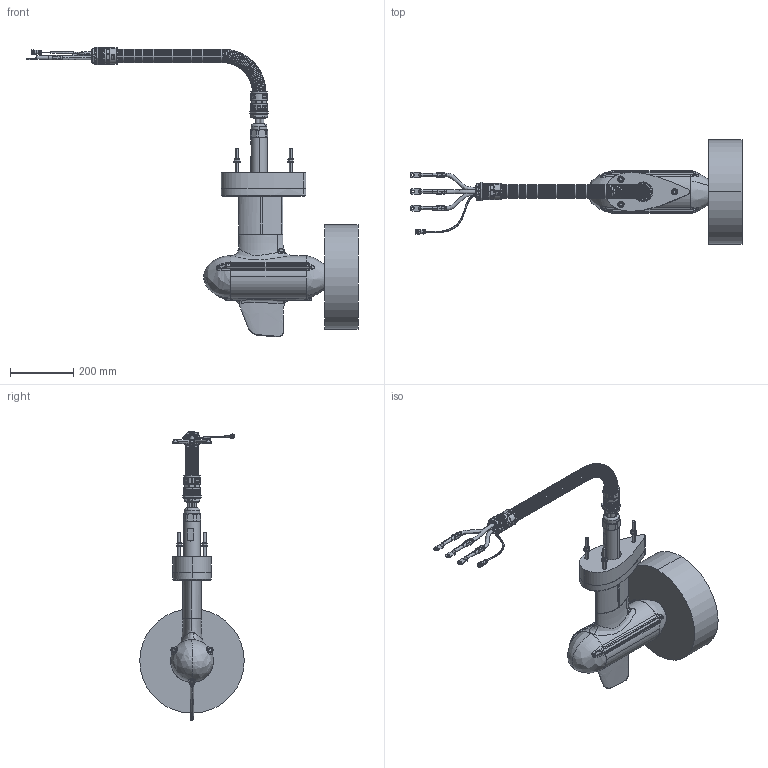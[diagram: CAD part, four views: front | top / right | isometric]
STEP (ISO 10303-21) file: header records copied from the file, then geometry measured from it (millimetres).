
FILE_DESCRIPTION (( 'STEP AP203' ), '1' );
FILE_NAME ('POD6.0-电机总装（外观专用20210308）.STEP', '2021-03-08T06:08:13', ( '' ), ( '' ), 'SwSTEP 2.0', 'SolidWorks 2016', '' );
FILE_SCHEMA (( 'CONFIG_CONTROL_DESIGN' ));
Products named in the file (1): POD6.0-电机总装（外观专用20210308）
Bounding box: 1049.9 x 330 x 917.06 mm (x, y, z)
Surface area: 1004596.6 mm2 (no closed solid volume)
Topology: 0 solids, 91 shells, 1893 faces, 5471 edges, 3778 vertices
Faces by surface type: cylinder 804, plane 625, bspline 367, cone 85, torus 12
Entity records: 133913 total; most frequent: CARTESIAN_POINT 88487, ORIENTED_EDGE 9525, DIRECTION 8349, EDGE_CURVE 5432, VERTEX_POINT 3776, AXIS2_PLACEMENT_3D 3292, EDGE_LOOP 2227, ADVANCED_FACE 1891
